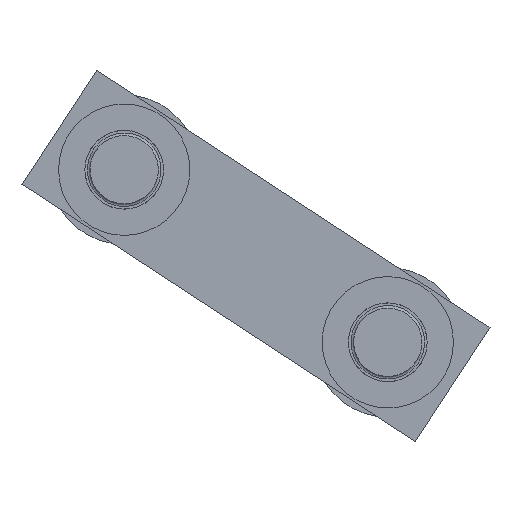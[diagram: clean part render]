
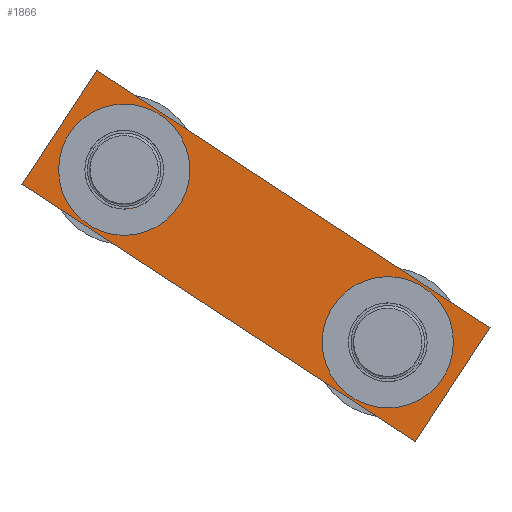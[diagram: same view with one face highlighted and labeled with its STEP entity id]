
A CAD part, front view. The second image highlights one B-rep face of the part: STEP entity #1866.
In plain terms, the highlighted planar face has unit normal (0, -1, 0).
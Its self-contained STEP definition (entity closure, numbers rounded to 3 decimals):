
#13 = CARTESIAN_POINT ( 'NONE',  ( -144.956, 8.883, 6.572 ) ) ;
#51 = CARTESIAN_POINT ( 'NONE',  ( -134.916, 8.883, 0. ) ) ;
#62 = VECTOR ( 'NONE', #168, 1000. ) ;
#74 = VERTEX_POINT ( 'NONE', #2113 ) ;
#81 = CARTESIAN_POINT ( 'NONE',  ( -131.024, 8.883, 0.56 ) ) ;
#158 = FACE_OUTER_BOUND ( 'NONE', #1668, .T. ) ;
#167 = VERTEX_POINT ( 'NONE', #1046 ) ;
#168 = DIRECTION ( 'NONE',  ( -0.548, 0., -0.837 ) ) ;
#177 = DIRECTION ( 'NONE',  ( 0., 1., 0. ) ) ;
#183 = ORIENTED_EDGE ( 'NONE', *, *, #990, .F. ) ;
#214 = VERTEX_POINT ( 'NONE', #81 ) ;
#319 = CARTESIAN_POINT ( 'NONE',  ( -133.871, 8.883, -3.791 ) ) ;
#479 = VERTEX_POINT ( 'NONE', #1895 ) ;
#504 = LINE ( 'NONE', #1961, #1356 ) ;
#510 = DIRECTION ( 'NONE',  ( -0.548, 0., -0.837 ) ) ;
#536 = DIRECTION ( 'NONE',  ( 0., 1., 0. ) ) ;
#597 = EDGE_CURVE ( 'NONE', #214, #479, #504, .T. ) ;
#628 = EDGE_CURVE ( 'NONE', #214, #74, #1490, .T. ) ;
#672 = PLANE ( 'NONE',  #1963 ) ;
#750 = VECTOR ( 'NONE', #1608, 1000. ) ;
#756 = DIRECTION ( 'NONE',  ( 0.548, 0., 0.837 ) ) ;
#806 = ORIENTED_EDGE ( 'NONE', *, *, #1103, .T. ) ;
#885 = VERTEX_POINT ( 'NONE', #2066 ) ;
#926 = AXIS2_PLACEMENT_3D ( 'NONE', #51, #536, #756 ) ;
#939 = ORIENTED_EDGE ( 'NONE', *, *, #628, .F. ) ;
#981 = FACE_BOUND ( 'NONE', #1933, .T. ) ;
#984 = LINE ( 'NONE', #1188, #1123 ) ;
#990 = EDGE_CURVE ( 'NONE', #74, #167, #1433, .T. ) ;
#991 = FACE_BOUND ( 'NONE', #1441, .T. ) ;
#1012 = DIRECTION ( 'NONE',  ( 0., 1., 0. ) ) ;
#1046 = CARTESIAN_POINT ( 'NONE',  ( -148.849, 8.883, 6.012 ) ) ;
#1103 = EDGE_CURVE ( 'NONE', #1201, #1201, #1607, .T. ) ;
#1120 = EDGE_CURVE ( 'NONE', #479, #167, #984, .T. ) ;
#1123 = VECTOR ( 'NONE', #510, 1000. ) ;
#1188 = CARTESIAN_POINT ( 'NONE',  ( -148.849, 8.883, 6.012 ) ) ;
#1201 = VERTEX_POINT ( 'NONE', #1856 ) ;
#1220 = ORIENTED_EDGE ( 'NONE', *, *, #1649, .T. ) ;
#1311 = ORIENTED_EDGE ( 'NONE', *, *, #597, .T. ) ;
#1356 = VECTOR ( 'NONE', #1807, 1000. ) ;
#1433 = LINE ( 'NONE', #1975, #750 ) ;
#1441 = EDGE_LOOP ( 'NONE', ( #1220 ) ) ;
#1475 = CIRCLE ( 'NONE', #926, 1.5 ) ;
#1490 = LINE ( 'NONE', #319, #62 ) ;
#1607 = CIRCLE ( 'NONE', #1878, 1.5 ) ;
#1608 = DIRECTION ( 'NONE',  ( -0.837, 0., 0.548 ) ) ;
#1649 = EDGE_CURVE ( 'NONE', #885, #885, #1475, .T. ) ;
#1668 = EDGE_LOOP ( 'NONE', ( #2116, #183, #939, #1311 ) ) ;
#1807 = DIRECTION ( 'NONE',  ( -0.837, 0., 0.548 ) ) ;
#1856 = CARTESIAN_POINT ( 'NONE',  ( -144.135, 8.883, 7.827 ) ) ;
#1866 = ADVANCED_FACE ( 'NONE', ( #991, #981, #158 ), #672, .F. ) ;
#1878 = AXIS2_PLACEMENT_3D ( 'NONE', #13, #1012, #2178 ) ;
#1895 = CARTESIAN_POINT ( 'NONE',  ( -146.001, 8.883, 10.363 ) ) ;
#1933 = EDGE_LOOP ( 'NONE', ( #806 ) ) ;
#1961 = CARTESIAN_POINT ( 'NONE',  ( -131.024, 8.883, 0.56 ) ) ;
#1963 = AXIS2_PLACEMENT_3D ( 'NONE', #2176, #177, #2199 ) ;
#1975 = CARTESIAN_POINT ( 'NONE',  ( -133.871, 8.883, -3.791 ) ) ;
#2066 = CARTESIAN_POINT ( 'NONE',  ( -134.094, 8.883, 1.255 ) ) ;
#2113 = CARTESIAN_POINT ( 'NONE',  ( -133.871, 8.883, -3.791 ) ) ;
#2116 = ORIENTED_EDGE ( 'NONE', *, *, #1120, .T. ) ;
#2176 = CARTESIAN_POINT ( 'NONE',  ( -133.871, 8.883, -3.791 ) ) ;
#2178 = DIRECTION ( 'NONE',  ( 0.548, 0., 0.837 ) ) ;
#2199 = DIRECTION ( 'NONE',  ( 0.548, 0., 0.837 ) ) ;
